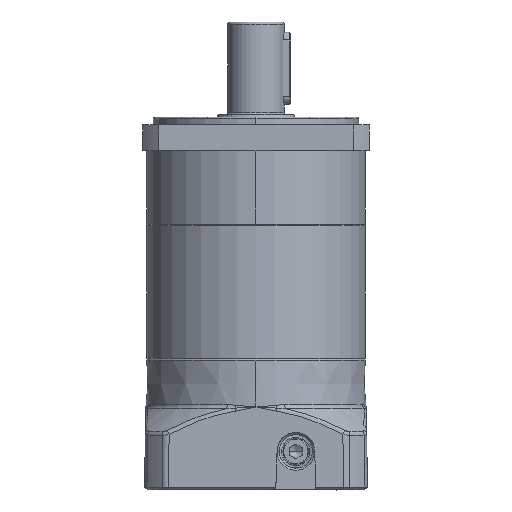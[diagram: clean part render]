
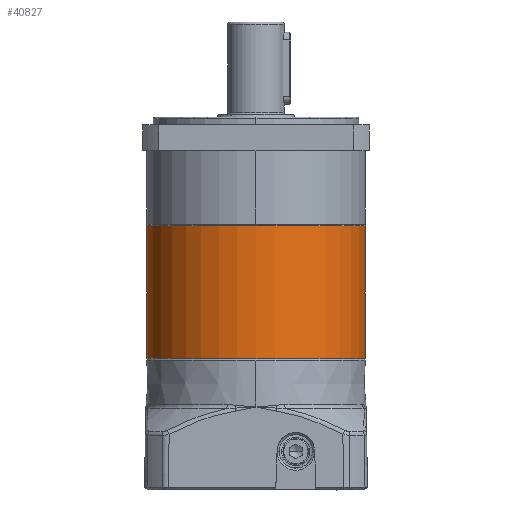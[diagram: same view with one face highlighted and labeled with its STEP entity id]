
A CAD part, left-side view. The second image highlights one B-rep face of the part: STEP entity #40827.
In plain terms, the highlighted cylindrical face has radius 42.5 mm (diameter 85 mm), a partial arc.
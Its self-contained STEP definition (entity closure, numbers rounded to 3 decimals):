
#315 = ORIENTED_EDGE ( 'NONE', *, *, #55336, .T. ) ;
#3398 = CARTESIAN_POINT ( 'NONE',  ( 0., 51.7, 0. ) ) ;
#3881 = DIRECTION ( 'NONE',  ( 0., 1., 0. ) ) ;
#5895 = VERTEX_POINT ( 'NONE', #8504 ) ;
#6351 = AXIS2_PLACEMENT_3D ( 'NONE', #33214, #54207, #7477 ) ;
#7477 = DIRECTION ( 'NONE',  ( 0., 0., -1. ) ) ;
#7769 = DIRECTION ( 'NONE',  ( 0., 0., -1. ) ) ;
#8053 = CIRCLE ( 'NONE', #51957, 42.5 ) ;
#8504 = CARTESIAN_POINT ( 'NONE',  ( 0., 0.3, 42.5 ) ) ;
#10539 = ORIENTED_EDGE ( 'NONE', *, *, #16977, .T. ) ;
#14013 = AXIS2_PLACEMENT_3D ( 'NONE', #36266, #36256, #36186 ) ;
#16977 = EDGE_CURVE ( 'NONE', #44447, #53039, #51300, .T. ) ;
#18906 = EDGE_CURVE ( 'NONE', #48155, #5895, #32744, .T. ) ;
#20524 = EDGE_CURVE ( 'NONE', #27200, #44447, #51988, .T. ) ;
#22304 = CIRCLE ( 'NONE', #26676, 42.5 ) ;
#24383 = DIRECTION ( 'NONE',  ( 0., -1., 0. ) ) ;
#25008 = CARTESIAN_POINT ( 'NONE',  ( 0., 52., 42.5 ) ) ;
#26676 = AXIS2_PLACEMENT_3D ( 'NONE', #29668, #3881, #33999 ) ;
#27200 = VERTEX_POINT ( 'NONE', #30019 ) ;
#28453 = ORIENTED_EDGE ( 'NONE', *, *, #20524, .T. ) ;
#29668 = CARTESIAN_POINT ( 'NONE',  ( 0., 0.3, 0. ) ) ;
#30019 = CARTESIAN_POINT ( 'NONE',  ( -42.5, 51.7, 0. ) ) ;
#30142 = DIRECTION ( 'NONE',  ( 0., -1., 0. ) ) ;
#30169 = VECTOR ( 'NONE', #30142, 1000. ) ;
#30268 = CARTESIAN_POINT ( 'NONE',  ( 0., 51.7, -42.5 ) ) ;
#31798 = CARTESIAN_POINT ( 'NONE',  ( 0., 52., -42.5 ) ) ;
#32744 = LINE ( 'NONE', #25008, #43974 ) ;
#33214 = CARTESIAN_POINT ( 'NONE',  ( 0., 52., 0. ) ) ;
#33507 = DIRECTION ( 'NONE',  ( 0., -1., 0. ) ) ;
#33999 = DIRECTION ( 'NONE',  ( 0., 0., -1. ) ) ;
#36186 = DIRECTION ( 'NONE',  ( 0., 0., -1. ) ) ;
#36256 = DIRECTION ( 'NONE',  ( 0., -1., 0. ) ) ;
#36266 = CARTESIAN_POINT ( 'NONE',  ( 0., 51.7, 0. ) ) ;
#36795 = EDGE_LOOP ( 'NONE', ( #54755, #315, #28453, #10539, #37564 ) ) ;
#36998 = CARTESIAN_POINT ( 'NONE',  ( 0., 0.3, -42.5 ) ) ;
#37564 = ORIENTED_EDGE ( 'NONE', *, *, #42872, .T. ) ;
#40827 = ADVANCED_FACE ( 'NONE', ( #48951 ), #47663, .T. ) ;
#42872 = EDGE_CURVE ( 'NONE', #53039, #5895, #22304, .T. ) ;
#43974 = VECTOR ( 'NONE', #24383, 1000. ) ;
#44447 = VERTEX_POINT ( 'NONE', #30268 ) ;
#47663 = CYLINDRICAL_SURFACE ( 'NONE', #6351, 42.5 ) ;
#48155 = VERTEX_POINT ( 'NONE', #50249 ) ;
#48951 = FACE_OUTER_BOUND ( 'NONE', #36795, .T. ) ;
#50249 = CARTESIAN_POINT ( 'NONE',  ( 0., 51.7, 42.5 ) ) ;
#51300 = LINE ( 'NONE', #31798, #30169 ) ;
#51957 = AXIS2_PLACEMENT_3D ( 'NONE', #3398, #33507, #7769 ) ;
#51988 = CIRCLE ( 'NONE', #14013, 42.5 ) ;
#53039 = VERTEX_POINT ( 'NONE', #36998 ) ;
#54207 = DIRECTION ( 'NONE',  ( 0., -1., 0. ) ) ;
#54755 = ORIENTED_EDGE ( 'NONE', *, *, #18906, .F. ) ;
#55336 = EDGE_CURVE ( 'NONE', #48155, #27200, #8053, .T. ) ;
